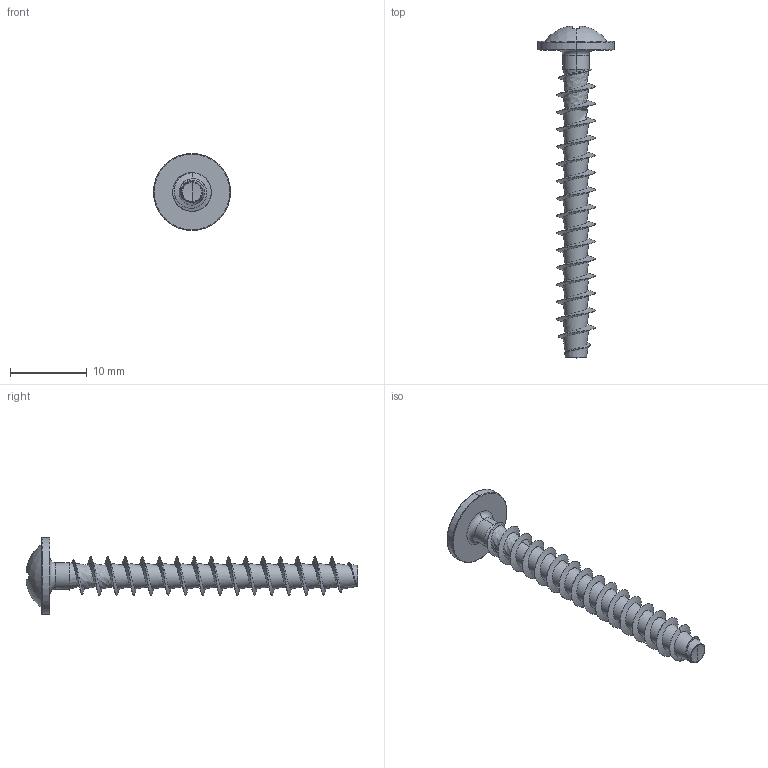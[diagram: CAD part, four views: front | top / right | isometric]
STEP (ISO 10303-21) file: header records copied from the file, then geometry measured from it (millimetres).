
FILE_DESCRIPTION (( 'STEP AP203' ), '1' );
FILE_NAME ('STP21A0500400.STEP', '2017-11-16T18:08:09', ( '' ), ( '' ), 'SwSTEP 2.0', 'SolidWorks 2015', '' );
FILE_SCHEMA (( 'CONFIG_CONTROL_DESIGN' ));
Length unit declared in the file: millimetre
Products named in the file (1): STP21A0500400
Bounding box: 10 x 43.11 x 10 mm (x, y, z)
Volume: 483.1 mm3; surface area: 933.3 mm2
Topology: 1 solids, 1 shells, 177 faces, 409 edges, 235 vertices
Faces by surface type: bspline 60, plane 31, torus 30, cylinder 26, sphere 20, cone 10
Entity records: 28124 total; most frequent: CARTESIAN_POINT 24482, ORIENTED_EDGE 814, DIRECTION 686, EDGE_CURVE 407, AXIS2_PLACEMENT_3D 311, VERTEX_POINT 235, CIRCLE 193, EDGE_LOOP 180
